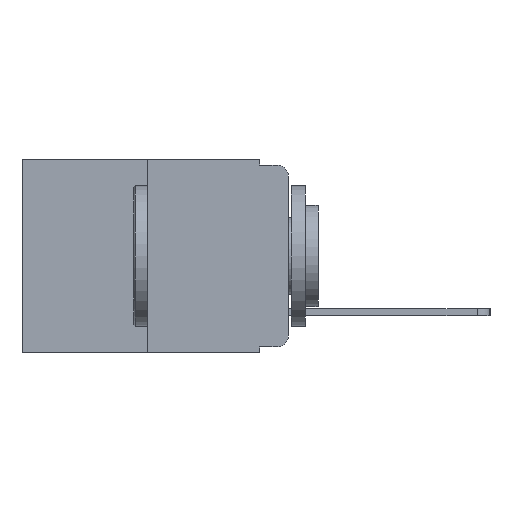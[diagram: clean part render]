
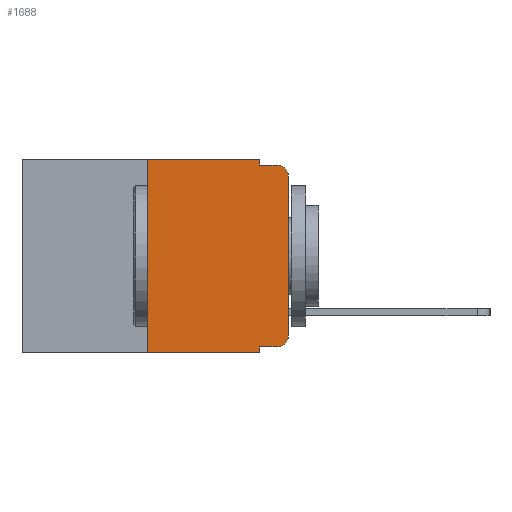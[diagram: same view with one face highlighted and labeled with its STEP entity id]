
A CAD part, left-side view. The second image highlights one B-rep face of the part: STEP entity #1688.
In plain terms, the highlighted planar face has unit normal (-1, 0, 0).
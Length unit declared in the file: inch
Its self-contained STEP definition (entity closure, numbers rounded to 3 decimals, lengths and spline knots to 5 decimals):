
#144 = VERTEX_POINT ( 'NONE', #12674 ) ;
#288 = ORIENTED_EDGE ( 'NONE', *, *, #12320, .T. ) ;
#419 = EDGE_CURVE ( 'NONE', #2879, #144, #4093, .T. ) ;
#443 = ORIENTED_EDGE ( 'NONE', *, *, #5918, .T. ) ;
#604 = DIRECTION ( 'NONE',  ( 0., -1., 0. ) ) ;
#651 = LINE ( 'NONE', #12294, #10750 ) ;
#782 = ORIENTED_EDGE ( 'NONE', *, *, #8406, .F. ) ;
#850 = CARTESIAN_POINT ( 'NONE',  ( 0., 0.051, -0.333 ) ) ;
#1086 = VECTOR ( 'NONE', #8688, 39.37008 ) ;
#1153 = VERTEX_POINT ( 'NONE', #2280 ) ;
#1200 = LINE ( 'NONE', #3580, #8662 ) ;
#1555 = FACE_OUTER_BOUND ( 'NONE', #11489, .T. ) ;
#1688 = ADVANCED_FACE ( 'NONE', ( #1555 ), #3647, .F. ) ;
#1708 = VECTOR ( 'NONE', #11528, 39.37008 ) ;
#1824 = DIRECTION ( 'NONE',  ( -1., 0., 0. ) ) ;
#1829 = DIRECTION ( 'NONE',  ( 0., 0., -1. ) ) ;
#1855 = CARTESIAN_POINT ( 'NONE',  ( 0., 0.051, 0. ) ) ;
#1895 = AXIS2_PLACEMENT_3D ( 'NONE', #7694, #1824, #8609 ) ;
#1967 = LINE ( 'NONE', #9756, #6919 ) ;
#2280 = CARTESIAN_POINT ( 'NONE',  ( 0., 0., -0.03 ) ) ;
#2294 = VERTEX_POINT ( 'NONE', #6851 ) ;
#2510 = ORIENTED_EDGE ( 'NONE', *, *, #8422, .T. ) ;
#2680 = CARTESIAN_POINT ( 'NONE',  ( 0., 0.25, -0.343 ) ) ;
#2681 = ORIENTED_EDGE ( 'NONE', *, *, #11874, .T. ) ;
#2806 = AXIS2_PLACEMENT_3D ( 'NONE', #3599, #3521, #3305 ) ;
#2879 = VERTEX_POINT ( 'NONE', #2680 ) ;
#2903 = VERTEX_POINT ( 'NONE', #6447 ) ;
#3305 = DIRECTION ( 'NONE',  ( 0., 0., -1. ) ) ;
#3430 = ORIENTED_EDGE ( 'NONE', *, *, #8438, .F. ) ;
#3521 = DIRECTION ( 'NONE',  ( 1., 0., 0. ) ) ;
#3551 = CARTESIAN_POINT ( 'NONE',  ( 0., 0.02, -0.333 ) ) ;
#3580 = CARTESIAN_POINT ( 'NONE',  ( 0., 0.473, -0.343 ) ) ;
#3599 = CARTESIAN_POINT ( 'NONE',  ( 0., 0.473, 0. ) ) ;
#3647 = PLANE ( 'NONE',  #2806 ) ;
#3725 = LINE ( 'NONE', #4862, #1086 ) ;
#3998 = LINE ( 'NONE', #7697, #6609 ) ;
#4093 = LINE ( 'NONE', #6938, #11788 ) ;
#4387 = ORIENTED_EDGE ( 'NONE', *, *, #9783, .T. ) ;
#4464 = VERTEX_POINT ( 'NONE', #4756 ) ;
#4566 = CARTESIAN_POINT ( 'NONE',  ( 0., 0.02, -0.313 ) ) ;
#4756 = CARTESIAN_POINT ( 'NONE',  ( 0., 0.051, -0.343 ) ) ;
#4841 = EDGE_CURVE ( 'NONE', #2294, #5948, #1967, .T. ) ;
#4847 = VERTEX_POINT ( 'NONE', #7715 ) ;
#4862 = CARTESIAN_POINT ( 'NONE',  ( 0., 0.473, 0. ) ) ;
#5324 = DIRECTION ( 'NONE',  ( 0., -1., 0. ) ) ;
#5570 = DIRECTION ( 'NONE',  ( 0., 0., -1. ) ) ;
#5750 = AXIS2_PLACEMENT_3D ( 'NONE', #4566, #11291, #5570 ) ;
#5918 = EDGE_CURVE ( 'NONE', #1153, #5948, #6572, .T. ) ;
#5948 = VERTEX_POINT ( 'NONE', #7734 ) ;
#6447 = CARTESIAN_POINT ( 'NONE',  ( 0., 0.051, 0. ) ) ;
#6572 = CIRCLE ( 'NONE', #1895, 0.02 ) ;
#6599 = DIRECTION ( 'NONE',  ( 0., -1., 0. ) ) ;
#6609 = VECTOR ( 'NONE', #1829, 39.37008 ) ;
#6686 = ORIENTED_EDGE ( 'NONE', *, *, #419, .F. ) ;
#6851 = CARTESIAN_POINT ( 'NONE',  ( 0., 0.051, -0.01 ) ) ;
#6919 = VECTOR ( 'NONE', #5324, 39.37008 ) ;
#6938 = CARTESIAN_POINT ( 'NONE',  ( 0., 0.25, 0. ) ) ;
#7284 = ORIENTED_EDGE ( 'NONE', *, *, #12425, .F. ) ;
#7694 = CARTESIAN_POINT ( 'NONE',  ( 0., 0.02, -0.03 ) ) ;
#7697 = CARTESIAN_POINT ( 'NONE',  ( 0., 0.051, 0. ) ) ;
#7715 = CARTESIAN_POINT ( 'NONE',  ( 0., 0., -0.313 ) ) ;
#7734 = CARTESIAN_POINT ( 'NONE',  ( 0., 0.02, -0.01 ) ) ;
#7882 = VERTEX_POINT ( 'NONE', #3551 ) ;
#8069 = VERTEX_POINT ( 'NONE', #850 ) ;
#8080 = CIRCLE ( 'NONE', #5750, 0.02 ) ;
#8283 = ORIENTED_EDGE ( 'NONE', *, *, #4841, .F. ) ;
#8406 = EDGE_CURVE ( 'NONE', #2903, #2294, #9752, .T. ) ;
#8422 = EDGE_CURVE ( 'NONE', #4847, #1153, #11744, .T. ) ;
#8438 = EDGE_CURVE ( 'NONE', #144, #2903, #3725, .T. ) ;
#8609 = DIRECTION ( 'NONE',  ( 0., 0., -1. ) ) ;
#8662 = VECTOR ( 'NONE', #604, 39.37008 ) ;
#8688 = DIRECTION ( 'NONE',  ( 0., -1., 0. ) ) ;
#9127 = VECTOR ( 'NONE', #10604, 39.37008 ) ;
#9589 = CARTESIAN_POINT ( 'NONE',  ( 0., 0., 0. ) ) ;
#9752 = LINE ( 'NONE', #1855, #1708 ) ;
#9756 = CARTESIAN_POINT ( 'NONE',  ( 0., 0.051, -0.01 ) ) ;
#9783 = EDGE_CURVE ( 'NONE', #2879, #4464, #1200, .T. ) ;
#10604 = DIRECTION ( 'NONE',  ( 0., 0., 1. ) ) ;
#10750 = VECTOR ( 'NONE', #6599, 39.37008 ) ;
#11291 = DIRECTION ( 'NONE',  ( -1., 0., 0. ) ) ;
#11489 = EDGE_LOOP ( 'NONE', ( #2510, #443, #8283, #782, #3430, #6686, #4387, #7284, #2681, #288 ) ) ;
#11504 = DIRECTION ( 'NONE',  ( 0., 0., 1. ) ) ;
#11528 = DIRECTION ( 'NONE',  ( 0., 0., -1. ) ) ;
#11744 = LINE ( 'NONE', #9589, #9127 ) ;
#11788 = VECTOR ( 'NONE', #11504, 39.37008 ) ;
#11874 = EDGE_CURVE ( 'NONE', #8069, #7882, #651, .T. ) ;
#12294 = CARTESIAN_POINT ( 'NONE',  ( 0., 0.051, -0.333 ) ) ;
#12320 = EDGE_CURVE ( 'NONE', #7882, #4847, #8080, .T. ) ;
#12425 = EDGE_CURVE ( 'NONE', #8069, #4464, #3998, .T. ) ;
#12674 = CARTESIAN_POINT ( 'NONE',  ( 0., 0.25, 0. ) ) ;
